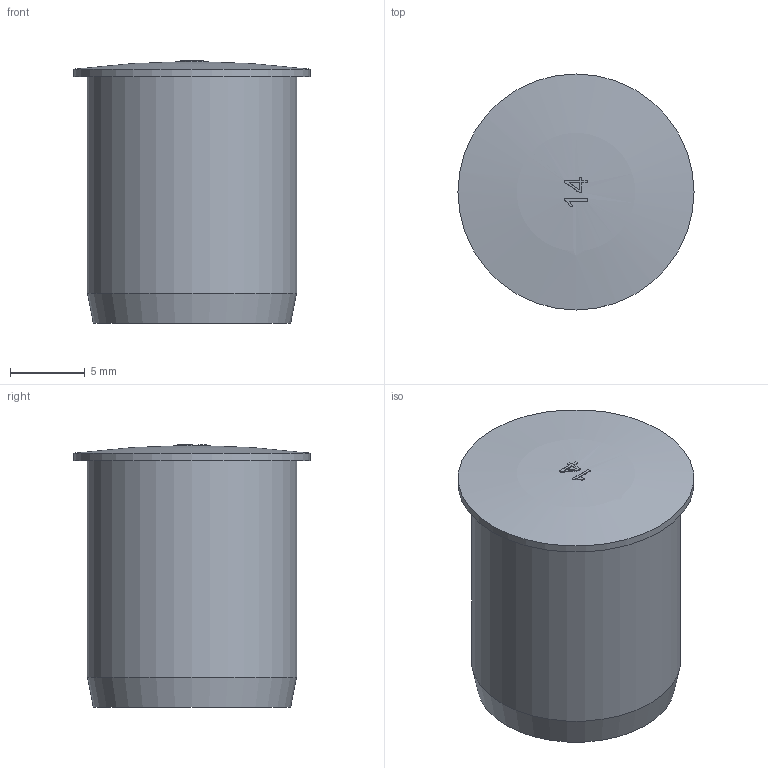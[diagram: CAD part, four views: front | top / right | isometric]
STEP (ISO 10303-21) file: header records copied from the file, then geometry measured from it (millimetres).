
FILE_DESCRIPTION(/* description */ (''),/* implementation_level */ '2;1');
FILE_NAME(/* name */ '28793_7_KDS_KES-VS_14.stp',/* time_stamp */ '2020-04-16T11:04:28+02:00',/* author */ (''),/* organization */ (''),/* preprocessor_version */ 'ST-DEVELOPER v16.7',/* originating_system */ 'SIEMENS PLM Software NX 12.0',/* authorisation */ '');
FILE_SCHEMA (('AUTOMOTIVE_DESIGN { 1 0 10303 214 3 1 1 1 }'));
Length unit declared in the file: millimetre
Products named in the file (1): 28793_7_KDS_KES-VS_14
Bounding box: 15.8 x 15.8 x 17.56 mm (x, y, z)
Volume: 1374 mm3; surface area: 1644.6 mm2
Topology: 1 solids, 1 shells, 33 faces, 84 edges, 56 vertices
Faces by surface type: plane 24, cylinder 3, extrusion 3, sphere 2, cone 1
Full cylindrical faces by diameter (mm): 10 x1, 14 x1, 15.8 x1
Entity records: 1009 total; most frequent: CARTESIAN_POINT 264, ORIENTED_EDGE 146, DIRECTION 139, EDGE_CURVE 73, AXIS2_PLACEMENT_3D 57, VERTEX_POINT 51, EDGE_LOOP 42, ADVANCED_FACE 33
